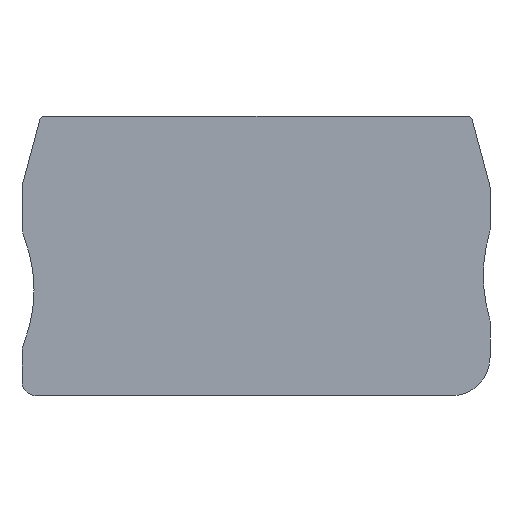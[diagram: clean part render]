
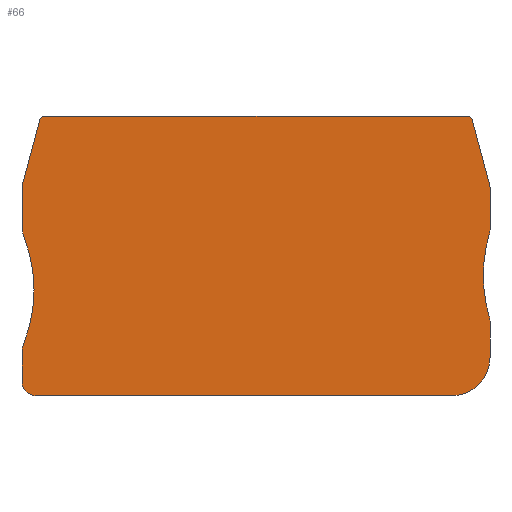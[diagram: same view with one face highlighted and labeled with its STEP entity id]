
A CAD part, left-side view. The second image highlights one B-rep face of the part: STEP entity #66.
In plain terms, the highlighted planar face has unit normal (-1, 0, 0).
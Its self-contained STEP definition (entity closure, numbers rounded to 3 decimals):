
#66=ADVANCED_FACE('',(#111),#112,.F.);
#111=FACE_OUTER_BOUND('',#159,.T.);
#112=PLANE('',#160);
#159=EDGE_LOOP('',(#325,#326,#327,#328,#329,#330,#331,#332,#333,#334,#335,#336,#337,#338,#339,#340,#341,#342,#343,#344,#345,#346));
#160=AXIS2_PLACEMENT_3D('',#347,#348,#349);
#325=ORIENTED_EDGE('',*,*,#433,.F.);
#326=ORIENTED_EDGE('',*,*,#428,.F.);
#327=ORIENTED_EDGE('',*,*,#422,.T.);
#328=ORIENTED_EDGE('',*,*,#386,.T.);
#329=ORIENTED_EDGE('',*,*,#377,.T.);
#330=ORIENTED_EDGE('',*,*,#372,.F.);
#331=ORIENTED_EDGE('',*,*,#434,.T.);
#332=ORIENTED_EDGE('',*,*,#384,.T.);
#333=ORIENTED_EDGE('',*,*,#417,.F.);
#334=ORIENTED_EDGE('',*,*,#432,.T.);
#335=ORIENTED_EDGE('',*,*,#427,.T.);
#336=ORIENTED_EDGE('',*,*,#414,.T.);
#337=ORIENTED_EDGE('',*,*,#435,.T.);
#338=ORIENTED_EDGE('',*,*,#423,.T.);
#339=ORIENTED_EDGE('',*,*,#419,.F.);
#340=ORIENTED_EDGE('',*,*,#431,.T.);
#341=ORIENTED_EDGE('',*,*,#436,.T.);
#342=ORIENTED_EDGE('',*,*,#379,.F.);
#343=ORIENTED_EDGE('',*,*,#410,.T.);
#344=ORIENTED_EDGE('',*,*,#425,.T.);
#345=ORIENTED_EDGE('',*,*,#412,.T.);
#346=ORIENTED_EDGE('',*,*,#407,.F.);
#347=CARTESIAN_POINT('',(0.,11.313,-2.705));
#348=DIRECTION('',(1.0,0.0,0.));
#349=DIRECTION('',(0.,1.0,0.));
#372=EDGE_CURVE('',#437,#440,#441,.T.);
#377=EDGE_CURVE('',#446,#440,#449,.T.);
#379=EDGE_CURVE('',#450,#453,#454,.T.);
#384=EDGE_CURVE('',#463,#461,#464,.T.);
#386=EDGE_CURVE('',#466,#446,#467,.T.);
#407=EDGE_CURVE('',#502,#504,#505,.T.);
#410=EDGE_CURVE('',#450,#507,#509,.T.);
#412=EDGE_CURVE('',#510,#504,#512,.T.);
#414=EDGE_CURVE('',#515,#513,#516,.T.);
#417=EDGE_CURVE('',#518,#461,#520,.T.);
#419=EDGE_CURVE('',#521,#523,#524,.T.);
#422=EDGE_CURVE('',#526,#466,#528,.T.);
#423=EDGE_CURVE('',#529,#523,#530,.T.);
#425=EDGE_CURVE('',#507,#510,#532,.T.);
#427=EDGE_CURVE('',#533,#515,#535,.T.);
#428=EDGE_CURVE('',#526,#536,#537,.T.);
#431=EDGE_CURVE('',#521,#539,#541,.T.);
#432=EDGE_CURVE('',#518,#533,#542,.T.);
#433=EDGE_CURVE('',#536,#502,#543,.T.);
#434=EDGE_CURVE('',#437,#463,#544,.T.);
#435=EDGE_CURVE('',#513,#529,#545,.T.);
#436=EDGE_CURVE('',#539,#453,#546,.T.);
#437=VERTEX_POINT('',#547);
#440=VERTEX_POINT('',#551);
#441=CIRCLE('',#552,2.0);
#446=VERTEX_POINT('',#558);
#449=LINE('',#563,#564);
#450=VERTEX_POINT('',#565);
#453=VERTEX_POINT('',#569);
#454=CIRCLE('',#570,2.0);
#461=VERTEX_POINT('',#578);
#463=VERTEX_POINT('',#581);
#464=CIRCLE('',#582,15.0);
#466=VERTEX_POINT('',#585);
#467=CIRCLE('',#586,0.5);
#502=VERTEX_POINT('',#629);
#504=VERTEX_POINT('',#632);
#505=CIRCLE('',#633,0.5);
#507=VERTEX_POINT('',#636);
#509=LINE('',#639,#640);
#510=VERTEX_POINT('',#641);
#512=LINE('',#644,#645);
#513=VERTEX_POINT('',#646);
#515=VERTEX_POINT('',#649);
#516=LINE('',#650,#651);
#518=VERTEX_POINT('',#654);
#520=CIRCLE('',#657,2.0);
#521=VERTEX_POINT('',#658);
#523=VERTEX_POINT('',#661);
#524=CIRCLE('',#662,2.0);
#526=VERTEX_POINT('',#665);
#528=LINE('',#668,#669);
#529=VERTEX_POINT('',#670);
#530=LINE('',#671,#672);
#532=CIRCLE('',#675,0.5);
#533=VERTEX_POINT('',#676);
#535=CIRCLE('',#679,1.5);
#536=VERTEX_POINT('',#680);
#537=CIRCLE('',#681,0.5);
#539=VERTEX_POINT('',#684);
#541=CIRCLE('',#687,15.0);
#542=LINE('',#688,#689);
#543=LINE('',#690,#691);
#544=CIRCLE('',#692,15.0);
#545=CIRCLE('',#693,4.0);
#546=CIRCLE('',#694,15.0);
#547=CARTESIAN_POINT('',(0.,6.953,16.85));
#551=CARTESIAN_POINT('',(0.,7.1,17.604));
#552=AXIS2_PLACEMENT_3D('',#696,#697,#698);
#558=CARTESIAN_POINT('',(0.,7.1,21.869));
#563=CARTESIAN_POINT('',(0.,7.1,4.514));
#564=VECTOR('',#705,1.0);
#565=CARTESIAN_POINT('',(0.,-41.5,17.497));
#569=CARTESIAN_POINT('',(0.,-41.419,16.933));
#570=AXIS2_PLACEMENT_3D('',#707,#708,#709);
#578=CARTESIAN_POINT('',(0.,6.953,5.55));
#581=CARTESIAN_POINT('',(0.,5.848,11.2));
#582=AXIS2_PLACEMENT_3D('',#718,#719,#720);
#585=CARTESIAN_POINT('',(0.,7.083,21.998));
#586=AXIS2_PLACEMENT_3D('',#722,#723,#724);
#629=CARTESIAN_POINT('',(0.,-39.156,29.25));
#632=CARTESIAN_POINT('',(0.,-39.639,28.879));
#633=AXIS2_PLACEMENT_3D('',#767,#768,#769);
#636=CARTESIAN_POINT('',(0.,-41.5,21.869));
#639=CARTESIAN_POINT('',(0.,-41.5,4.514));
#640=VECTOR('',#772,1.0);
#641=CARTESIAN_POINT('',(0.,-41.483,21.998));
#644=CARTESIAN_POINT('',(0.,-46.168,4.514));
#645=VECTOR('',#774,1.0);
#646=CARTESIAN_POINT('',(0.,-37.5,0.2));
#649=CARTESIAN_POINT('',(0.,5.6,0.2));
#650=CARTESIAN_POINT('',(0.,-5.209,0.2));
#651=VECTOR('',#776,1.0);
#654=CARTESIAN_POINT('',(0.,7.1,4.796));
#657=AXIS2_PLACEMENT_3D('',#779,#780,#781);
#658=CARTESIAN_POINT('',(0.,-41.419,8.467));
#661=CARTESIAN_POINT('',(0.,-41.5,7.903));
#662=AXIS2_PLACEMENT_3D('',#783,#784,#785);
#665=CARTESIAN_POINT('',(0.,5.239,28.879));
#668=CARTESIAN_POINT('',(0.,11.768,4.514));
#669=VECTOR('',#788,1.0);
#670=CARTESIAN_POINT('',(0.,-41.5,4.2));
#671=CARTESIAN_POINT('',(0.,-41.5,4.514));
#672=VECTOR('',#789,1.0);
#675=AXIS2_PLACEMENT_3D('',#791,#792,#793);
#676=CARTESIAN_POINT('',(0.,7.1,1.7));
#679=AXIS2_PLACEMENT_3D('',#795,#796,#797);
#680=CARTESIAN_POINT('',(0.,4.756,29.25));
#681=AXIS2_PLACEMENT_3D('',#798,#799,#800);
#684=CARTESIAN_POINT('',(0.,-40.809,12.7));
#687=AXIS2_PLACEMENT_3D('',#803,#804,#805);
#688=CARTESIAN_POINT('',(0.,7.1,4.514));
#689=VECTOR('',#806,1.0);
#690=CARTESIAN_POINT('',(0.,-5.209,29.25));
#691=VECTOR('',#807,1.0);
#692=AXIS2_PLACEMENT_3D('',#808,#809,#810);
#693=AXIS2_PLACEMENT_3D('',#811,#812,#813);
#694=AXIS2_PLACEMENT_3D('',#814,#815,#816);
#696=CARTESIAN_POINT('',(0.,5.1,17.604));
#697=DIRECTION('',(1.0,0.0,0.));
#698=DIRECTION('',(0.,1.0,0.));
#705=DIRECTION('',(0.,0.,-1.0));
#707=CARTESIAN_POINT('',(0.,-39.5,17.497));
#708=DIRECTION('',(1.0,0.0,0.));
#709=DIRECTION('',(0.,1.0,0.));
#718=CARTESIAN_POINT('',(0.,20.848,11.2));
#719=DIRECTION('',(1.0,0.0,0.));
#720=DIRECTION('',(0.,1.0,0.));
#722=CARTESIAN_POINT('',(0.,6.6,21.869));
#723=DIRECTION('',(-1.0,0.0,0.));
#724=DIRECTION('',(0.,-1.0,0.));
#767=CARTESIAN_POINT('',(0.,-39.156,28.75));
#768=DIRECTION('',(1.0,0.0,0.));
#769=DIRECTION('',(0.,1.0,0.));
#772=DIRECTION('',(0.,0.,1.0));
#774=DIRECTION('',(0.,0.259,0.966));
#776=DIRECTION('',(0.,-1.0,0.));
#779=CARTESIAN_POINT('',(0.,5.1,4.796));
#780=DIRECTION('',(1.0,0.0,0.));
#781=DIRECTION('',(0.,1.0,0.));
#783=CARTESIAN_POINT('',(0.,-39.5,7.903));
#784=DIRECTION('',(1.0,0.0,0.));
#785=DIRECTION('',(0.,1.0,0.));
#788=DIRECTION('',(0.,0.259,-0.966));
#789=DIRECTION('',(0.,0.,1.0));
#791=CARTESIAN_POINT('',(0.,-41.,21.869));
#792=DIRECTION('',(-1.0,0.0,0.));
#793=DIRECTION('',(0.,-1.0,0.));
#795=CARTESIAN_POINT('',(0.,5.6,1.7));
#796=DIRECTION('',(-1.0,0.0,0.));
#797=DIRECTION('',(0.,-1.0,0.));
#798=CARTESIAN_POINT('',(0.,4.756,28.75));
#799=DIRECTION('',(1.0,0.0,0.));
#800=DIRECTION('',(0.,1.0,0.));
#803=CARTESIAN_POINT('',(0.,-55.809,12.7));
#804=DIRECTION('',(1.0,0.0,0.));
#805=DIRECTION('',(0.,1.0,0.));
#806=DIRECTION('',(0.,0.,-1.0));
#807=DIRECTION('',(0.,-1.0,0.));
#808=CARTESIAN_POINT('',(0.,20.848,11.2));
#809=DIRECTION('',(1.0,0.0,0.));
#810=DIRECTION('',(0.,1.0,0.));
#811=CARTESIAN_POINT('',(0.,-37.5,4.2));
#812=DIRECTION('',(-1.0,0.0,0.));
#813=DIRECTION('',(0.,-1.0,0.));
#814=CARTESIAN_POINT('',(0.,-55.809,12.7));
#815=DIRECTION('',(1.0,0.0,0.));
#816=DIRECTION('',(0.,1.0,0.));
